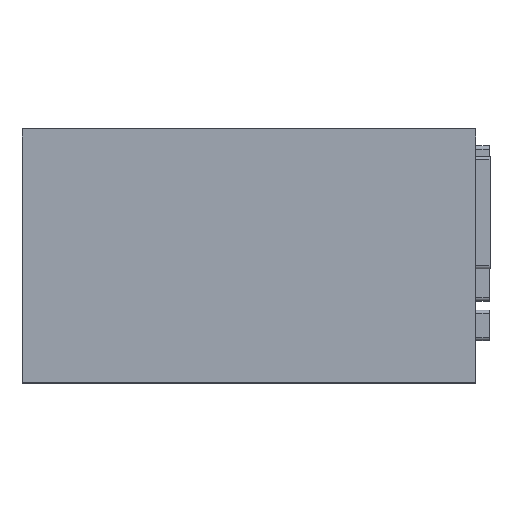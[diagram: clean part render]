
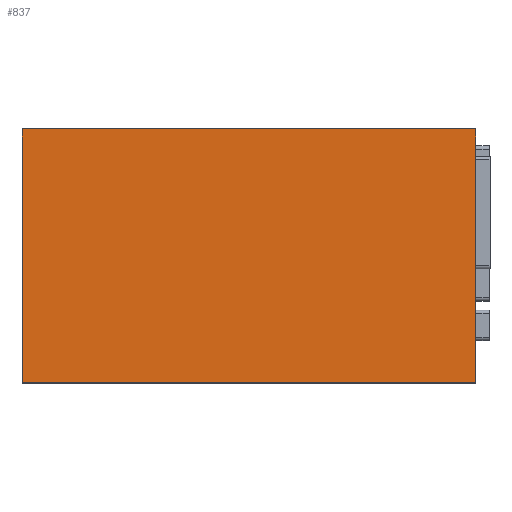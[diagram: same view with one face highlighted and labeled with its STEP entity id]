
A CAD part, top view. The second image highlights one B-rep face of the part: STEP entity #837.
In plain terms, the highlighted planar face has unit normal (0, 0, 1).
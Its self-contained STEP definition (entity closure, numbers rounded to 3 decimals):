
#810=AXIS2_PLACEMENT_3D('Plane Axis2P3D',#807,#808,#809) ;
#229=CARTESIAN_POINT('Line Origine',(27.2,7.6,18.3)) ;
#233=CARTESIAN_POINT('Vertex',(27.2,0.,18.3)) ;
#235=CARTESIAN_POINT('Vertex',(27.2,15.2,18.3)) ;
#807=CARTESIAN_POINT('Axis2P3D Location',(0.,15.2,18.3)) ;
#812=CARTESIAN_POINT('Line Origine',(0.,7.6,18.3)) ;
#816=CARTESIAN_POINT('Vertex',(0.,0.,18.3)) ;
#818=CARTESIAN_POINT('Vertex',(0.,15.2,18.3)) ;
#821=CARTESIAN_POINT('Line Origine',(13.6,0.,18.3)) ;
#826=CARTESIAN_POINT('Line Origine',(13.6,15.2,18.3)) ;
#230=DIRECTION('Vector Direction',(0.,-1.,0.)) ;
#808=DIRECTION('Axis2P3D Direction',(0.,0.,1.)) ;
#809=DIRECTION('Axis2P3D XDirection',(0.,-1.,0.)) ;
#813=DIRECTION('Vector Direction',(0.,-1.,0.)) ;
#822=DIRECTION('Vector Direction',(1.,0.,0.)) ;
#827=DIRECTION('Vector Direction',(1.,0.,0.)) ;
#231=VECTOR('Line Direction',#230,1.) ;
#814=VECTOR('Line Direction',#813,1.) ;
#823=VECTOR('Line Direction',#822,1.) ;
#828=VECTOR('Line Direction',#827,1.) ;
#832=ORIENTED_EDGE('',*,*,#820,.F.) ;
#833=ORIENTED_EDGE('',*,*,#825,.T.) ;
#834=ORIENTED_EDGE('',*,*,#237,.T.) ;
#835=ORIENTED_EDGE('',*,*,#830,.F.) ;
#837=ADVANCED_FACE('HOUSING',(#836),#811,.T.) ;
#237=EDGE_CURVE('',#234,#236,#232,.F.) ;
#820=EDGE_CURVE('',#817,#819,#815,.F.) ;
#825=EDGE_CURVE('',#817,#234,#824,.T.) ;
#830=EDGE_CURVE('',#819,#236,#829,.T.) ;
#831=EDGE_LOOP('',(#832,#833,#834,#835)) ;
#836=FACE_OUTER_BOUND('',#831,.T.) ;
#232=LINE('Line',#229,#231) ;
#815=LINE('Line',#812,#814) ;
#824=LINE('Line',#821,#823) ;
#829=LINE('Line',#826,#828) ;
#811=PLANE('',#810) ;
#234=VERTEX_POINT('',#233) ;
#236=VERTEX_POINT('',#235) ;
#817=VERTEX_POINT('',#816) ;
#819=VERTEX_POINT('',#818) ;
